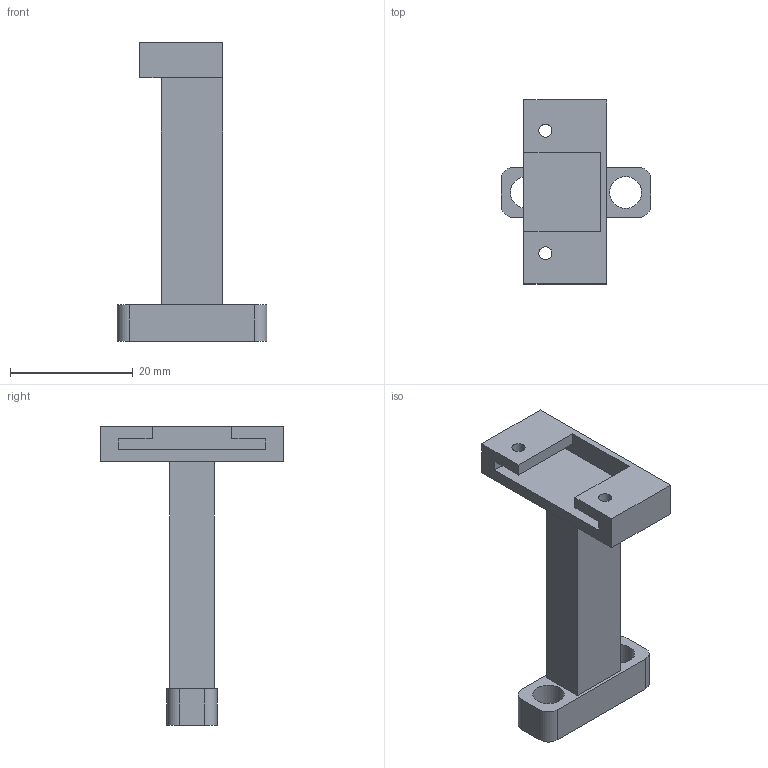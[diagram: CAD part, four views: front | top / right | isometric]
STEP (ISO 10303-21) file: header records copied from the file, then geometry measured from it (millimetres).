
FILE_DESCRIPTION(/* description */ (''),/* implementation_level */ '2;1');
FILE_NAME(/* name */ 'Grove I2C Color Sensor Mount v5.step',/* time_stamp */ '2024-08-09T14:23:11-04:00',/* author */ (''),/* organization */ (''),/* preprocessor_version */ 'ST-DEVELOPER v20',/* originating_system */ 'Autodesk Translation Framework v12.14.0.127',/* authorisation */ '');
FILE_SCHEMA (('AUTOMOTIVE_DESIGN { 1 0 10303 214 3 1 1 }'));
Length unit declared in the file: millimetre
Products named in the file (1): Color Sensor Mount
Bounding box: 24.4 x 30 x 48.75 mm (x, y, z)
Volume: 5038.7 mm3; surface area: 3707.8 mm2
Topology: 1 solids, 1 shells, 35 faces, 96 edges, 64 vertices
Faces by surface type: plane 25, cylinder 10
Full cylindrical faces by diameter (mm): 2.15 x4, 5.2 x2
Entity records: 1167 total; most frequent: CARTESIAN_POINT 196, ORIENTED_EDGE 192, DIRECTION 188, EDGE_CURVE 96, LINE 76, VECTOR 76, VERTEX_POINT 64, AXIS2_PLACEMENT_3D 56
